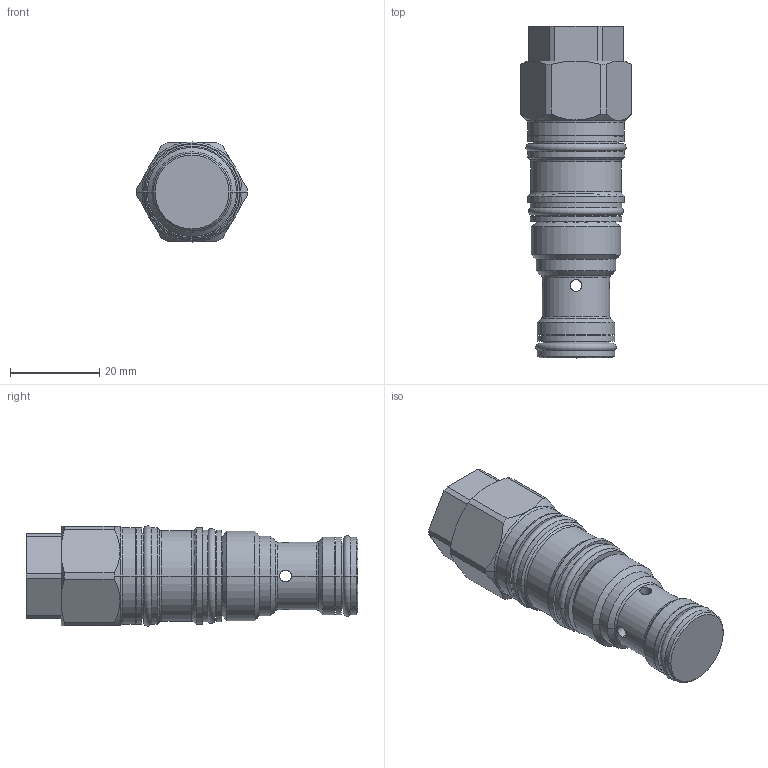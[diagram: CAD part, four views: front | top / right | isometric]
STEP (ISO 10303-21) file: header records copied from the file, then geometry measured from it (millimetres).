
FILE_DESCRIPTION((''),'2;1');
FILE_NAME('ILC70333771','2014-04-22T',('ACDC'),(''),'PRO/ENGINEER BY PARAMETRIC TECHNOLOGY CORPORATION, 2013320','PRO/ENGINEER BY PARAMETRIC TECHNOLOGY CORPORATION, 2013320','');
FILE_SCHEMA(('AUTOMOTIVE_DESIGN { 1 0 10303 214 1 1 1 1 }'));
Length unit declared in the file: inch
Products named in the file (1): ILC70333771
Bounding box: 24.89 x 74.5 x 22.48 mm (x, y, z)
Volume: 22496.3 mm3; surface area: 7341.6 mm2
Topology: 1 solids, 4 shells, 149 faces, 340 edges, 205 vertices
Faces by surface type: cylinder 68, plane 31, cone 28, torus 22
Entity records: 4760 total; most frequent: CARTESIAN_POINT 993, DIRECTION 772, ORIENTED_EDGE 676, EDGE_CURVE 338, AXIS2_PLACEMENT_3D 325, VERTEX_POINT 205, CIRCLE 176, EDGE_LOOP 169
